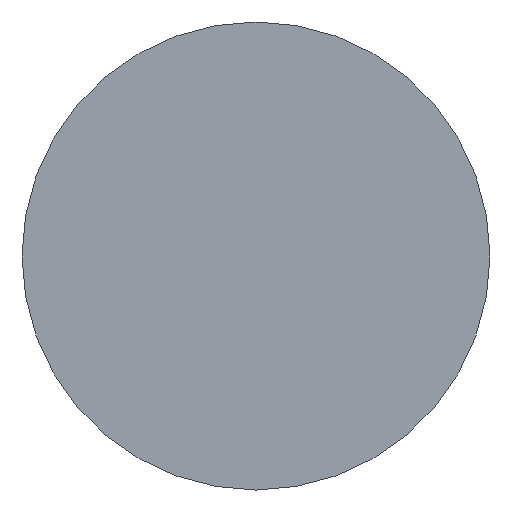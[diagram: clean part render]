
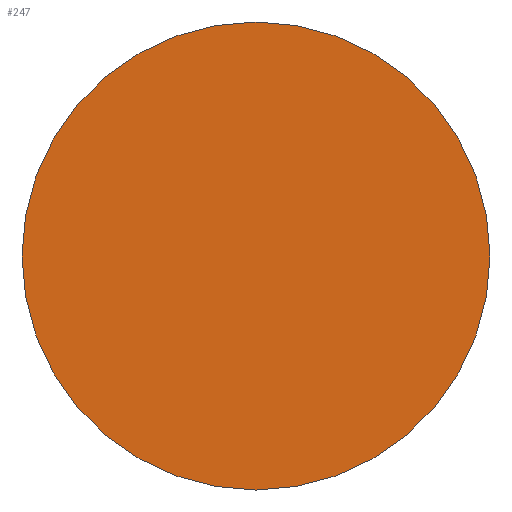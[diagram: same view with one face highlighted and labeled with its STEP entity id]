
A CAD part, left-side view. The second image highlights one B-rep face of the part: STEP entity #247.
In plain terms, the highlighted planar face has unit normal (-1, 0, 0).
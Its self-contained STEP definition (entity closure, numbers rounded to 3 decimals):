
#247=ADVANCED_FACE($,(#253),#249,.T.);
#249=PLANE($,#274);
#253=FACE_OUTER_BOUND($,#257,.T.);
#257=EDGE_LOOP($,(#267));
#258=CIRCLE($,#271,1.105);
#260=VERTEX_POINT('',#289);
#262=EDGE_CURVE($,#260,#260,#258,.T.);
#267=ORIENTED_EDGE($,*,*,#262,.T.);
#271=AXIS2_PLACEMENT_3D($,#290,#279,#280);
#274=AXIS2_PLACEMENT_3D($,#294,#285,#286);
#279=DIRECTION('',(-1.,0.,0.));
#280=DIRECTION('',(0.,0.,1.));
#285=DIRECTION('',(-1.,0.,0.));
#286=DIRECTION('',(0.,1.,0.));
#289=CARTESIAN_POINT('',(-2.896,0.0,0.0));
#290=CARTESIAN_POINT('',(-2.896,0.0,1.105));
#294=CARTESIAN_POINT('',(-2.896,0.0,1.105));
